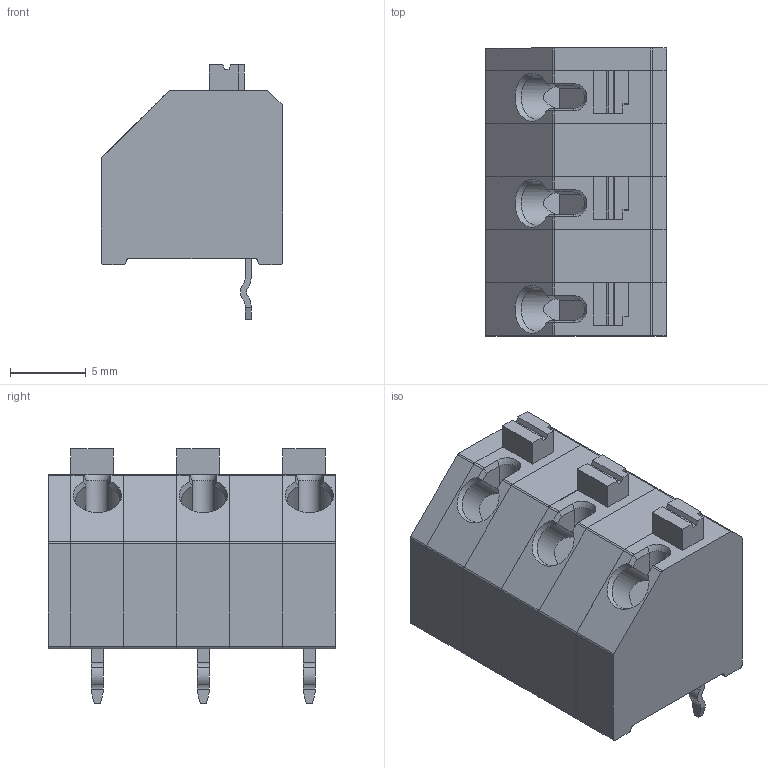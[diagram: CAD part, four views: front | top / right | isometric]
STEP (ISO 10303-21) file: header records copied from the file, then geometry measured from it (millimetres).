
FILE_DESCRIPTION( ( 'Unknown' ), '1' );
FILE_NAME( '691417220003.stp', 'Unknown', ( 'Unknown' ), ( 'Unknown' ), 'PSStep 18.0.17', 'Unknown', ' ' );
FILE_SCHEMA( ( 'AUTOMOTIVE_DESIGN { 1 0 10303 214 1 1 1 1 }' ) );
Length unit declared in the file: millimetre
Products named in the file (7): Assem1; 6914172200xx_SX1; 691417220003_x; 691417220003
Assembly tree (6 placements, depth 2):
  Assem1
    6914172200xx_SX1
    691417220003_x
    691417220003_x
    691417220003
    691417220003
    691417220003
Bounding box: 12 x 19 x 16.8 mm (x, y, z)
Volume: 2294.9 mm3; surface area: 2512.6 mm2
Topology: 6 solids, 6 shells, 476 faces, 1319 edges, 875 vertices
Faces by surface type: plane 356, cylinder 109, cone 11
Entity records: 19069 total; most frequent: CARTESIAN_POINT 2740, ORIENTED_EDGE 2624, DIRECTION 2539, EDGE_CURVE 1312, LINE 1039, VECTOR 1039, VERTEX_POINT 873, AXIS2_PLACEMENT_3D 750
